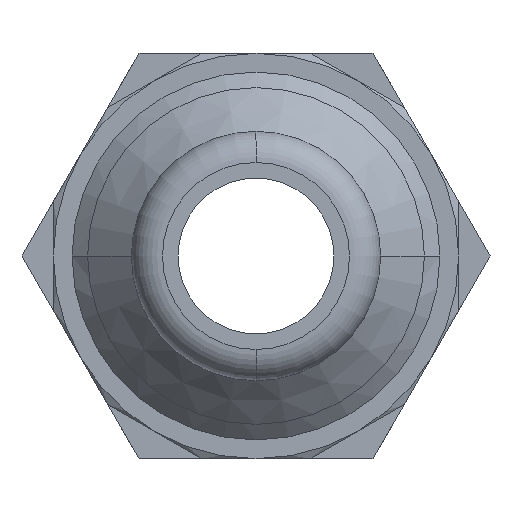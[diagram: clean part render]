
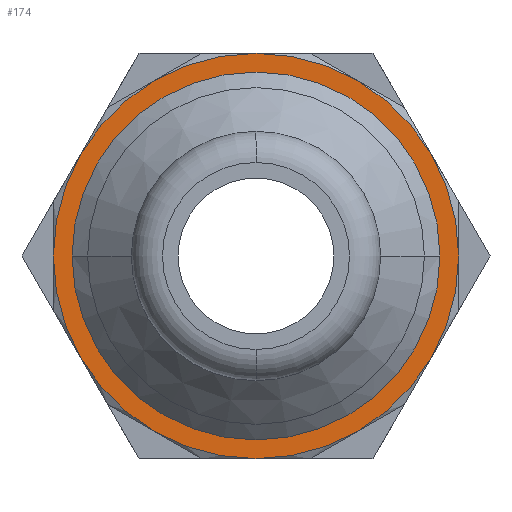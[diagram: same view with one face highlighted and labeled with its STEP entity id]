
A CAD part, front view. The second image highlights one B-rep face of the part: STEP entity #174.
In plain terms, the highlighted planar face has unit normal (0, -1, 0).
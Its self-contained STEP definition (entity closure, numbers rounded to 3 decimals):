
#174=ADVANCED_FACE('',(#364,#365),#366,.T.);
#364=FACE_OUTER_BOUND('',#567,.T.);
#365=FACE_BOUND('',#568,.T.);
#366=PLANE('',#569);
#567=EDGE_LOOP('',(#1004,#1005,#1006,#1007,#1008,#1009,#1010,#1011,#1012,#1013,#1014,#1015));
#568=EDGE_LOOP('',(#1016,#1017));
#569=AXIS2_PLACEMENT_3D('',#1018,#1019,#1020);
#1004=ORIENTED_EDGE('',*,*,#1335,.F.);
#1005=ORIENTED_EDGE('',*,*,#1292,.F.);
#1006=ORIENTED_EDGE('',*,*,#1352,.F.);
#1007=ORIENTED_EDGE('',*,*,#1353,.F.);
#1008=ORIENTED_EDGE('',*,*,#1354,.F.);
#1009=ORIENTED_EDGE('',*,*,#1355,.F.);
#1010=ORIENTED_EDGE('',*,*,#1283,.F.);
#1011=ORIENTED_EDGE('',*,*,#1356,.F.);
#1012=ORIENTED_EDGE('',*,*,#1288,.F.);
#1013=ORIENTED_EDGE('',*,*,#1357,.F.);
#1014=ORIENTED_EDGE('',*,*,#1280,.F.);
#1015=ORIENTED_EDGE('',*,*,#1295,.F.);
#1016=ORIENTED_EDGE('',*,*,#1266,.F.);
#1017=ORIENTED_EDGE('',*,*,#1297,.F.);
#1018=CARTESIAN_POINT('',(3.25,24.0,0.0));
#1019=DIRECTION('',(-0.0,-1.0,-0.0));
#1020=DIRECTION('',(-1.0,0.0,0.0));
#1266=EDGE_CURVE('',#1532,#1529,#1534,.T.);
#1280=EDGE_CURVE('',#1516,#1552,#1554,.T.);
#1283=EDGE_CURVE('',#1556,#1436,#1558,.T.);
#1288=EDGE_CURVE('',#1564,#1561,#1566,.T.);
#1292=EDGE_CURVE('',#1490,#1417,#1570,.T.);
#1295=EDGE_CURVE('',#1572,#1516,#1574,.T.);
#1297=EDGE_CURVE('',#1529,#1532,#1576,.T.);
#1335=EDGE_CURVE('',#1417,#1572,#1625,.T.);
#1352=EDGE_CURVE('',#1582,#1490,#1646,.T.);
#1353=EDGE_CURVE('',#1647,#1582,#1648,.T.);
#1354=EDGE_CURVE('',#1539,#1647,#1649,.T.);
#1355=EDGE_CURVE('',#1436,#1539,#1650,.T.);
#1356=EDGE_CURVE('',#1561,#1556,#1651,.T.);
#1357=EDGE_CURVE('',#1552,#1564,#1652,.T.);
#1417=VERTEX_POINT('',#1721);
#1436=VERTEX_POINT('',#1789);
#1490=VERTEX_POINT('',#1916);
#1516=VERTEX_POINT('',#1991);
#1529=VERTEX_POINT('',#2029);
#1532=VERTEX_POINT('',#2033);
#1534=CIRCLE('',#2036,5.9);
#1539=VERTEX_POINT('',#2041);
#1552=VERTEX_POINT('',#2091);
#1554=CIRCLE('',#2104,6.5);
#1556=VERTEX_POINT('',#2106);
#1558=CIRCLE('',#2119,6.5);
#1561=VERTEX_POINT('',#2122);
#1564=VERTEX_POINT('',#2136);
#1566=CIRCLE('',#2149,6.5);
#1570=CIRCLE('',#2154,6.5);
#1572=VERTEX_POINT('',#2156);
#1574=CIRCLE('',#2169,6.5);
#1576=CIRCLE('',#2171,5.9);
#1582=VERTEX_POINT('',#2179);
#1625=CIRCLE('',#2289,6.5);
#1646=CIRCLE('',#2349,6.5);
#1647=VERTEX_POINT('',#2350);
#1648=CIRCLE('',#2351,6.5);
#1649=CIRCLE('',#2352,6.5);
#1650=CIRCLE('',#2353,6.5);
#1651=CIRCLE('',#2354,6.5);
#1652=CIRCLE('',#2355,6.5);
#1721=CARTESIAN_POINT('',(5.629,24.0,3.25));
#1789=CARTESIAN_POINT('',(-6.5,24.0,0.));
#1916=CARTESIAN_POINT('',(3.25,24.0,5.629));
#1991=CARTESIAN_POINT('',(5.629,24.0,-3.25));
#2029=CARTESIAN_POINT('',(5.9,24.0,0.));
#2033=CARTESIAN_POINT('',(-5.9,24.0,0.));
#2036=AXIS2_PLACEMENT_3D('',#2546,#2547,#2548);
#2041=CARTESIAN_POINT('',(-5.629,24.0,3.25));
#2091=CARTESIAN_POINT('',(3.25,24.0,-5.629));
#2104=AXIS2_PLACEMENT_3D('',#2559,#2560,#2561);
#2106=CARTESIAN_POINT('',(-5.629,24.0,-3.25));
#2119=AXIS2_PLACEMENT_3D('',#2562,#2563,#2564);
#2122=CARTESIAN_POINT('',(-3.25,24.0,-5.629));
#2136=CARTESIAN_POINT('',(0.0,24.0,-6.5));
#2149=AXIS2_PLACEMENT_3D('',#2565,#2566,#2567);
#2154=AXIS2_PLACEMENT_3D('',#2569,#2570,#2571);
#2156=CARTESIAN_POINT('',(6.5,24.0,0.));
#2169=AXIS2_PLACEMENT_3D('',#2572,#2573,#2574);
#2171=AXIS2_PLACEMENT_3D('',#2575,#2576,#2577);
#2179=CARTESIAN_POINT('',(0.,24.0,6.5));
#2289=AXIS2_PLACEMENT_3D('',#2610,#2611,#2612);
#2349=AXIS2_PLACEMENT_3D('',#2619,#2620,#2621);
#2350=CARTESIAN_POINT('',(-3.25,24.0,5.629));
#2351=AXIS2_PLACEMENT_3D('',#2622,#2623,#2624);
#2352=AXIS2_PLACEMENT_3D('',#2625,#2626,#2627);
#2353=AXIS2_PLACEMENT_3D('',#2628,#2629,#2630);
#2354=AXIS2_PLACEMENT_3D('',#2631,#2632,#2633);
#2355=AXIS2_PLACEMENT_3D('',#2634,#2635,#2636);
#2546=CARTESIAN_POINT('',(0.0,24.0,0.0));
#2547=DIRECTION('',(0.0,-1.0,0.0));
#2548=DIRECTION('',(1.0,0.0,0.0));
#2559=CARTESIAN_POINT('',(0.0,24.0,0.0));
#2560=DIRECTION('',(-0.0,1.0,0.0));
#2561=DIRECTION('',(1.0,0.0,0.0));
#2562=CARTESIAN_POINT('',(0.0,24.0,0.0));
#2563=DIRECTION('',(-0.0,1.0,0.0));
#2564=DIRECTION('',(1.0,0.0,0.0));
#2565=CARTESIAN_POINT('',(0.0,24.0,0.0));
#2566=DIRECTION('',(-0.0,1.0,0.0));
#2567=DIRECTION('',(1.0,0.0,0.0));
#2569=CARTESIAN_POINT('',(0.0,24.0,0.0));
#2570=DIRECTION('',(-0.0,1.0,0.0));
#2571=DIRECTION('',(1.0,0.0,0.0));
#2572=CARTESIAN_POINT('',(0.0,24.0,0.0));
#2573=DIRECTION('',(-0.0,1.0,0.0));
#2574=DIRECTION('',(1.0,0.0,0.0));
#2575=CARTESIAN_POINT('',(0.0,24.0,0.0));
#2576=DIRECTION('',(0.0,-1.0,0.0));
#2577=DIRECTION('',(1.0,0.0,0.0));
#2610=CARTESIAN_POINT('',(0.0,24.0,0.0));
#2611=DIRECTION('',(-0.0,1.0,0.0));
#2612=DIRECTION('',(1.0,0.0,0.0));
#2619=CARTESIAN_POINT('',(0.0,24.0,0.0));
#2620=DIRECTION('',(-0.0,1.0,0.0));
#2621=DIRECTION('',(1.0,0.0,0.0));
#2622=CARTESIAN_POINT('',(0.0,24.0,0.0));
#2623=DIRECTION('',(-0.0,1.0,0.0));
#2624=DIRECTION('',(1.0,0.0,0.0));
#2625=CARTESIAN_POINT('',(0.0,24.0,0.0));
#2626=DIRECTION('',(-0.0,1.0,0.0));
#2627=DIRECTION('',(1.0,0.0,0.0));
#2628=CARTESIAN_POINT('',(0.0,24.0,0.0));
#2629=DIRECTION('',(-0.0,1.0,0.0));
#2630=DIRECTION('',(1.0,0.0,0.0));
#2631=CARTESIAN_POINT('',(0.0,24.0,0.0));
#2632=DIRECTION('',(-0.0,1.0,0.0));
#2633=DIRECTION('',(1.0,0.0,0.0));
#2634=CARTESIAN_POINT('',(0.0,24.0,0.0));
#2635=DIRECTION('',(-0.0,1.0,0.0));
#2636=DIRECTION('',(1.0,0.0,0.0));
